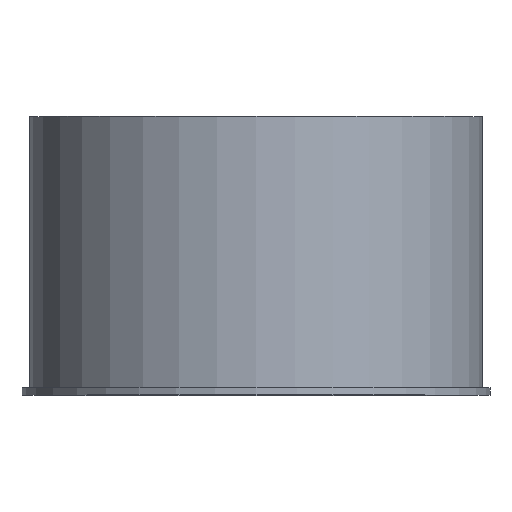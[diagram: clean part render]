
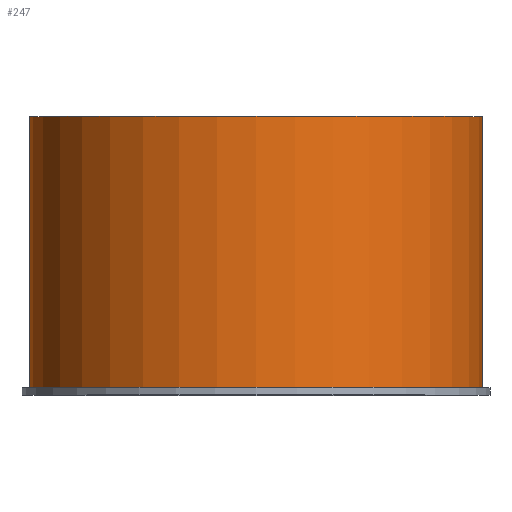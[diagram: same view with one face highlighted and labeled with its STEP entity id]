
A CAD part, top view. The second image highlights one B-rep face of the part: STEP entity #247.
In plain terms, the highlighted cylindrical face has radius 61 mm (diameter 122 mm), a full revolution.
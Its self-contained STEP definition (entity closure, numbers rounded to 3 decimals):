
#43=FACE_OUTER_BOUND('',#64,.T.);
#64=EDGE_LOOP('',(#205,#206,#207,#208));
#86=LINE('',#440,#96);
#96=VECTOR('',#369,61.);
#114=CIRCLE('',#300,61.);
#115=CIRCLE('',#301,61.);
#134=VERTEX_POINT('',#437);
#135=VERTEX_POINT('',#439);
#161=EDGE_CURVE('',#134,#134,#114,.T.);
#162=EDGE_CURVE('',#134,#135,#86,.T.);
#163=EDGE_CURVE('',#135,#135,#115,.T.);
#205=ORIENTED_EDGE('',*,*,#161,.F.);
#206=ORIENTED_EDGE('',*,*,#162,.T.);
#207=ORIENTED_EDGE('',*,*,#163,.F.);
#208=ORIENTED_EDGE('',*,*,#162,.F.);
#236=CYLINDRICAL_SURFACE('',#299,61.);
#247=ADVANCED_FACE('',(#43),#236,.T.);
#299=AXIS2_PLACEMENT_3D('',#436,#365,#366);
#300=AXIS2_PLACEMENT_3D('',#438,#367,#368);
#301=AXIS2_PLACEMENT_3D('',#441,#370,#371);
#365=DIRECTION('center_axis',(0.,1.,0.));
#366=DIRECTION('ref_axis',(-1.,0.,0.));
#367=DIRECTION('center_axis',(0.,1.,0.));
#368=DIRECTION('ref_axis',(-1.,0.,0.));
#369=DIRECTION('',(0.,-1.,0.));
#370=DIRECTION('center_axis',(0.,-1.,0.));
#371=DIRECTION('ref_axis',(1.,0.,0.));
#436=CARTESIAN_POINT('Origin',(0.,0.,0.));
#437=CARTESIAN_POINT('',(61.,75.,0.));
#438=CARTESIAN_POINT('Origin',(0.,75.,0.));
#439=CARTESIAN_POINT('',(61.,2.,0.));
#440=CARTESIAN_POINT('',(61.,0.,0.));
#441=CARTESIAN_POINT('Origin',(0.,2.,0.));
